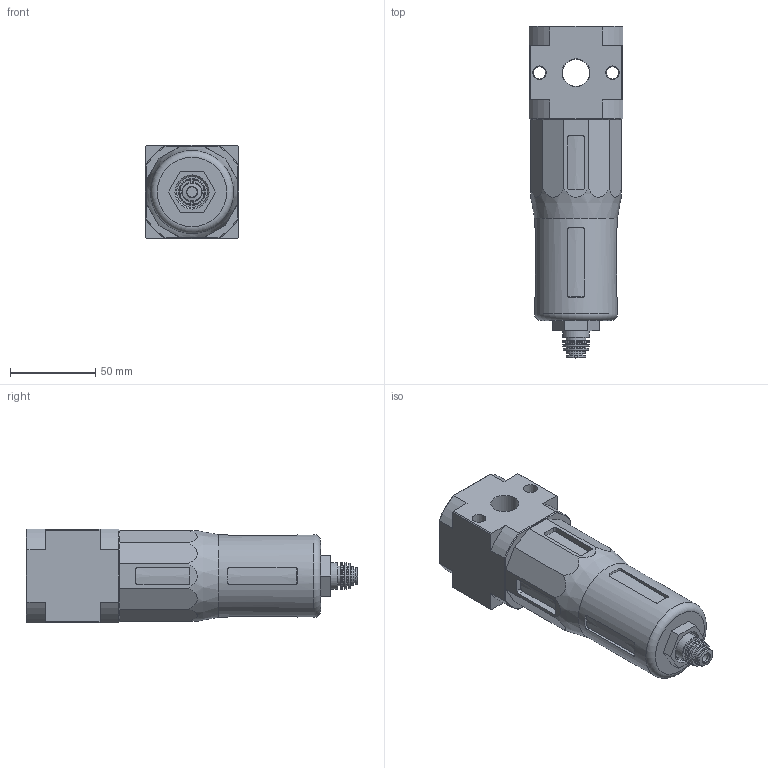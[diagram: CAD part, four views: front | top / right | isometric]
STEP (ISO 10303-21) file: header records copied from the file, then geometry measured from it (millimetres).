
FILE_DESCRIPTION(/* description */ ('STEP AP214'),/* implementation_level */ '2;1');
FILE_NAME(/* name */ '546446_LFMA-D-MIDI-A-U',/* time_stamp */ '2024-09-03T15:19:39+02:00',/* author */ ('License CC BY-ND 4.0'),/* organization */ ('CADENAS'),/* preprocessor_version */ 'ST-DEVELOPER v19.3',/* originating_system */ 'PARTsolutions',/* authorisation */ ' ');
FILE_SCHEMA (('AUTOMOTIVE_DESIGN { 1 0 10303 214 3 1 1 }','FEATURE_BASED_PROCESS_PLANNING','TECHNICAL_DATA_PACKAGING','INTEGRATED_CNC_SCHEMA','MODEL_BASED_INTEGRATED_MANUFACTURING_SCHEMA','PROCESS_PLANNING_SCHEMA','AP242_MANAGED_MODEL_BASED_3D_ENGINEERING_MIM_LF { 1 0 10303 442 3 1 4 }','AUTOMOTIVE_DESIGN {1 0 10303 214 3 1 1}'));
Length unit declared in the file: millimetre
Products named in the file (3): 546446 LFMA-D-MIDI-A-U; 126043 LFMA-D-MIDI-A; 526489 MS4-LFR-V
Assembly tree (2 placements, depth 2):
  546446 LFMA-D-MIDI-A-U
    126043 LFMA-D-MIDI-A
    526489 MS4-LFR-V
Bounding box: 55 x 195.22 x 55 mm (x, y, z)
Volume: 382549.4 mm3; surface area: 45199 mm2
Topology: 2 solids, 2 shells, 203 faces, 494 edges, 318 vertices
Faces by surface type: plane 97, cylinder 58, cone 24, torus 24
Full cylindrical faces by diameter (mm): 6 x1, 11 x1, 11.4 x1, 11.6 x1, 11.8 x1, 15.8 x1, 16 x1, 16.4 x1, 18 x1, 26.4 x1, 30.8 x1, 48.7 x1, 52 x1
Entity records: 7398 total; most frequent: CARTESIAN_POINT 1424, ORIENTED_EDGE 898, DIRECTION 884, EDGE_CURVE 449, AXIS2_PLACEMENT_3D 339, VERTEX_POINT 313, EDGE_LOOP 272, FACE_BOUND 272
